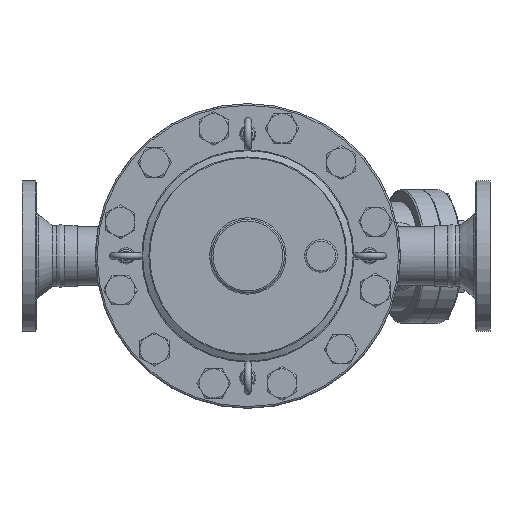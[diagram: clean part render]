
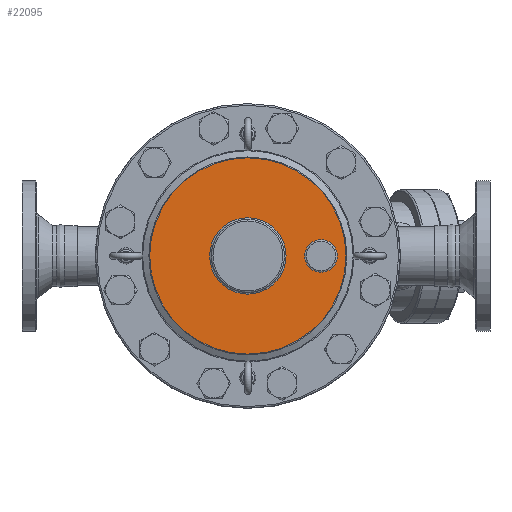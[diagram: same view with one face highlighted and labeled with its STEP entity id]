
A CAD part, top view. The second image highlights one B-rep face of the part: STEP entity #22095.
In plain terms, the highlighted planar face has unit normal (0, 0, 1).
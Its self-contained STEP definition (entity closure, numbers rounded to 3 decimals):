
#22033=CARTESIAN_POINT('',(110.0,0.,76.));
#22034=VERTEX_POINT('',#22033);
#22035=CARTESIAN_POINT('',(90.0,0.0,76.));
#22036=DIRECTION('',(0.0,0.0,1.0));
#22037=DIRECTION('',(-1.0,0.0,0.0));
#22038=AXIS2_PLACEMENT_3D('',#22035,#22036,#22037);
#22039=CIRCLE('',#22038,20.0);
#22040=EDGE_CURVE('',#22034,#22034,#22039,.T.);
#22065=CARTESIAN_POINT('',(60.67,0.0,76.));
#22066=DIRECTION('',(0.0,0.0,1.0));
#22067=DIRECTION('',(1.0,0.0,0.0));
#22068=AXIS2_PLACEMENT_3D('',#22065,#22066,#22067);
#22069=PLANE('',#22068);
#22070=CARTESIAN_POINT('',(120.804,0.,76.));
#22071=VERTEX_POINT('',#22070);
#22072=CARTESIAN_POINT('',(0.,0.0,76.));
#22073=DIRECTION('',(0.0,0.0,-1.0));
#22074=DIRECTION('',(-1.0,0.0,0.0));
#22075=AXIS2_PLACEMENT_3D('',#22072,#22073,#22074);
#22076=CIRCLE('',#22075,120.804);
#22077=EDGE_CURVE('',#22071,#22071,#22076,.T.);
#22078=ORIENTED_EDGE('',*,*,#22077,.F.);
#22079=EDGE_LOOP('',(#22078));
#22080=FACE_OUTER_BOUND('',#22079,.T.);
#22081=CARTESIAN_POINT('',(47.0,0.,76.));
#22082=VERTEX_POINT('',#22081);
#22083=CARTESIAN_POINT('',(0.,0.0,76.));
#22084=DIRECTION('',(0.0,0.0,1.0));
#22085=DIRECTION('',(-1.0,0.0,0.0));
#22086=AXIS2_PLACEMENT_3D('',#22083,#22084,#22085);
#22087=CIRCLE('',#22086,47.0);
#22088=EDGE_CURVE('',#22082,#22082,#22087,.T.);
#22089=ORIENTED_EDGE('',*,*,#22088,.F.);
#22090=EDGE_LOOP('',(#22089));
#22091=FACE_BOUND('',#22090,.T.);
#22092=ORIENTED_EDGE('',*,*,#22040,.F.);
#22093=EDGE_LOOP('',(#22092));
#22094=FACE_BOUND('',#22093,.T.);
#22095=ADVANCED_FACE('',(#22080,#22091,#22094),#22069,.T.);
